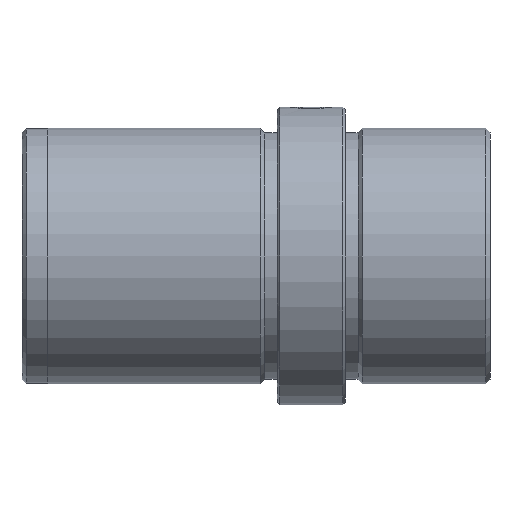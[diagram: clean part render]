
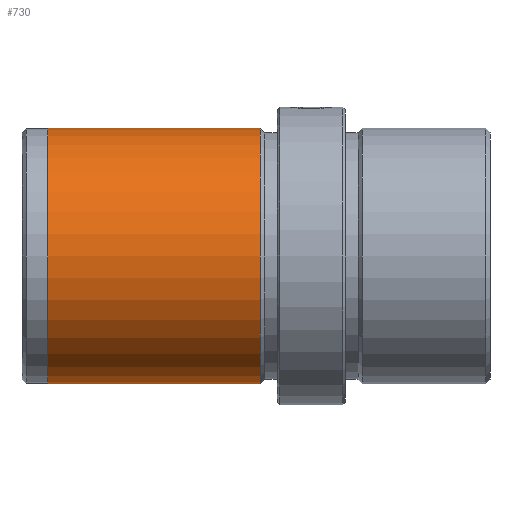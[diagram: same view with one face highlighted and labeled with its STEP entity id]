
A CAD part, left-side view. The second image highlights one B-rep face of the part: STEP entity #730.
In plain terms, the highlighted cylindrical face has radius 15 mm (diameter 30 mm), a partial arc.
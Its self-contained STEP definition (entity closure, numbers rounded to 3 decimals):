
#54 = EDGE_CURVE ( 'NONE', #960, #897, #672, .T. ) ;
#75 = AXIS2_PLACEMENT_3D ( 'NONE', #1096, #132, #1263 ) ;
#84 = DIRECTION ( 'NONE',  ( 0., -1., 0. ) ) ;
#132 = DIRECTION ( 'NONE',  ( 0., -1., 0. ) ) ;
#198 = EDGE_LOOP ( 'NONE', ( #1564, #670, #321, #606 ) ) ;
#200 = VECTOR ( 'NONE', #1746, 1000. ) ;
#213 = CIRCLE ( 'NONE', #75, 15. ) ;
#274 = DIRECTION ( 'NONE',  ( 0., -1., 0. ) ) ;
#321 = ORIENTED_EDGE ( 'NONE', *, *, #913, .T. ) ;
#606 = ORIENTED_EDGE ( 'NONE', *, *, #1333, .F. ) ;
#635 = CARTESIAN_POINT ( 'NONE',  ( 0., 52., 0. ) ) ;
#637 = FACE_OUTER_BOUND ( 'NONE', #198, .T. ) ;
#670 = ORIENTED_EDGE ( 'NONE', *, *, #2001, .T. ) ;
#672 = LINE ( 'NONE', #1260, #200 ) ;
#730 = ADVANCED_FACE ( 'NONE', ( #637 ), #1016, .T. ) ;
#742 = CARTESIAN_POINT ( 'NONE',  ( 0., 27., 15. ) ) ;
#753 = CARTESIAN_POINT ( 'NONE',  ( 0., 52., 15. ) ) ;
#755 = CARTESIAN_POINT ( 'NONE',  ( 0., 52., -15. ) ) ;
#782 = DIRECTION ( 'NONE',  ( 0., -1., 0. ) ) ;
#897 = VERTEX_POINT ( 'NONE', #742 ) ;
#913 = EDGE_CURVE ( 'NONE', #1337, #1332, #1680, .T. ) ;
#960 = VERTEX_POINT ( 'NONE', #753 ) ;
#1016 = CYLINDRICAL_SURFACE ( 'NONE', #2035, 15. ) ;
#1057 = CARTESIAN_POINT ( 'NONE',  ( 0., 0., 0. ) ) ;
#1096 = CARTESIAN_POINT ( 'NONE',  ( 0., 27., 0. ) ) ;
#1202 = VECTOR ( 'NONE', #274, 1000. ) ;
#1246 = CARTESIAN_POINT ( 'NONE',  ( 0., 0., -15. ) ) ;
#1258 = CARTESIAN_POINT ( 'NONE',  ( 0., 27., -15. ) ) ;
#1260 = CARTESIAN_POINT ( 'NONE',  ( 0., 0., 15. ) ) ;
#1263 = DIRECTION ( 'NONE',  ( 0., 0., -1. ) ) ;
#1332 = VERTEX_POINT ( 'NONE', #1258 ) ;
#1333 = EDGE_CURVE ( 'NONE', #897, #1332, #213, .T. ) ;
#1337 = VERTEX_POINT ( 'NONE', #755 ) ;
#1541 = AXIS2_PLACEMENT_3D ( 'NONE', #635, #782, #1924 ) ;
#1564 = ORIENTED_EDGE ( 'NONE', *, *, #54, .F. ) ;
#1680 = LINE ( 'NONE', #1246, #1202 ) ;
#1730 = CIRCLE ( 'NONE', #1541, 15. ) ;
#1746 = DIRECTION ( 'NONE',  ( 0., -1., 0. ) ) ;
#1924 = DIRECTION ( 'NONE',  ( 0., 0., -1. ) ) ;
#2001 = EDGE_CURVE ( 'NONE', #960, #1337, #1730, .T. ) ;
#2022 = DIRECTION ( 'NONE',  ( 0., 0., -1. ) ) ;
#2035 = AXIS2_PLACEMENT_3D ( 'NONE', #1057, #84, #2022 ) ;
